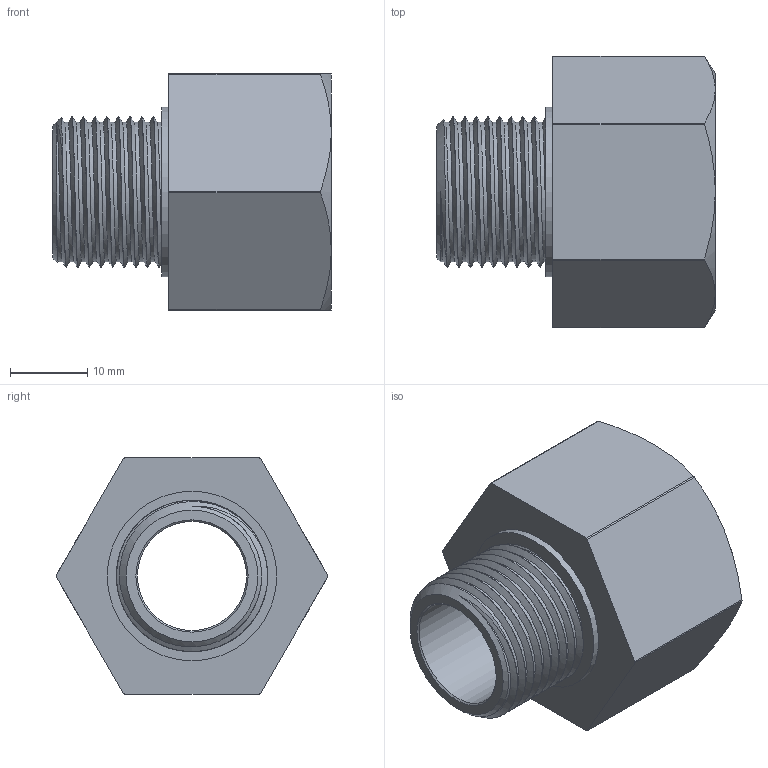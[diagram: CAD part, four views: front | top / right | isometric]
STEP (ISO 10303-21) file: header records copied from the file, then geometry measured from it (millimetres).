
FILE_DESCRIPTION(/* description */ ('Adapter Metall Ex M20x1,5 / NPT 3/4"'),/* implementation_level */ '2;1');
FILE_NAME(/* name */ 'RX744964-RST.stp',/* time_stamp */ '2021-03-31T11:17:52+02:00',/* author */ ('sl'),/* organization */ (''),/* preprocessor_version */ 'ST-DEVELOPER v16.5',/* originating_system */ 'Autodesk Inventor 2017',/* authorisation */ '');
FILE_SCHEMA (('AUTOMOTIVE_DESIGN { 1 0 10303 214 3 1 1 }'));
Length unit declared in the file: millimetre
Products named in the file (1): RX744964
Bounding box: 36 x 35.1 x 30.5 mm (x, y, z)
Volume: 10100.2 mm3; surface area: 9553.5 mm2
Topology: 1 solids, 1 shells, 41 faces, 96 edges, 60 vertices
Faces by surface type: cone 12, plane 12, cylinder 11, bspline 6
Full cylindrical faces by diameter (mm): 14.1 x1, 21.92 x1
Entity records: 5324 total; most frequent: CARTESIAN_POINT 4442, ORIENTED_EDGE 178, DIRECTION 164, EDGE_CURVE 88, AXIS2_PLACEMENT_3D 73, VERTEX_POINT 58, EDGE_LOOP 52, FACE_OUTER_BOUND 41
